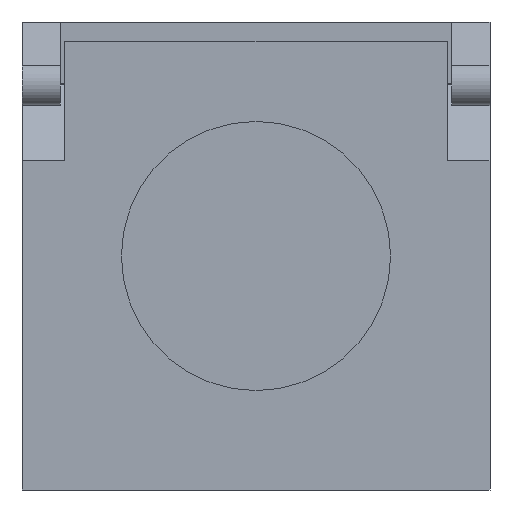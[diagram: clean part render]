
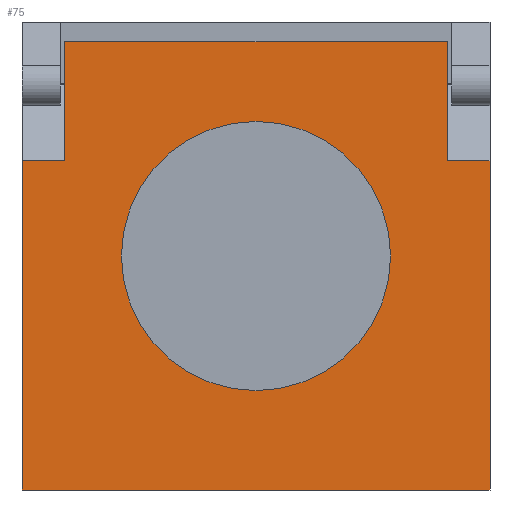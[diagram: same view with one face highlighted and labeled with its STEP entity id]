
A CAD part, front view. The second image highlights one B-rep face of the part: STEP entity #75.
In plain terms, the highlighted planar face has unit normal (0, -1, 0).
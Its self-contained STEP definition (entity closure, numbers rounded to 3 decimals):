
#75=ADVANCED_FACE('',(#228,#229),#230,.T.);
#228=FACE_OUTER_BOUND('',#502,.T.);
#229=FACE_BOUND('',#503,.T.);
#230=PLANE('',#504);
#502=EDGE_LOOP('',(#921,#922,#923,#924,#925,#926,#927,#928));
#503=EDGE_LOOP('',(#929,#930));
#504=AXIS2_PLACEMENT_3D('',#931,#932,#933);
#921=ORIENTED_EDGE('',*,*,#1928,.F.);
#922=ORIENTED_EDGE('',*,*,#1929,.F.);
#923=ORIENTED_EDGE('',*,*,#1865,.T.);
#924=ORIENTED_EDGE('',*,*,#1885,.T.);
#925=ORIENTED_EDGE('',*,*,#1902,.T.);
#926=ORIENTED_EDGE('',*,*,#1927,.F.);
#927=ORIENTED_EDGE('',*,*,#1918,.F.);
#928=ORIENTED_EDGE('',*,*,#1930,.T.);
#929=ORIENTED_EDGE('',*,*,#1931,.F.);
#930=ORIENTED_EDGE('',*,*,#1932,.F.);
#931=CARTESIAN_POINT('',(-15.0,0.0,0.0));
#932=DIRECTION('',(0.0,-1.0,0.0));
#933=DIRECTION('',(0.0,0.0,-1.0));
#1865=EDGE_CURVE('',#2262,#2263,#2264,.T.);
#1885=EDGE_CURVE('',#2263,#2294,#2295,.T.);
#1902=EDGE_CURVE('',#2294,#2324,#2327,.T.);
#1918=EDGE_CURVE('',#2354,#2356,#2357,.T.);
#1927=EDGE_CURVE('',#2356,#2324,#2373,.T.);
#1928=EDGE_CURVE('',#2374,#2375,#2376,.T.);
#1929=EDGE_CURVE('',#2262,#2374,#2377,.T.);
#1930=EDGE_CURVE('',#2354,#2375,#2378,.T.);
#1931=EDGE_CURVE('',#2379,#2380,#2381,.T.);
#1932=EDGE_CURVE('',#2380,#2379,#2382,.T.);
#2262=VERTEX_POINT('',#2945);
#2263=VERTEX_POINT('',#2946);
#2264=LINE('',#2947,#2948);
#2294=VERTEX_POINT('',#2991);
#2295=LINE('',#2992,#2993);
#2324=VERTEX_POINT('',#3037);
#2327=LINE('',#3041,#3042);
#2354=VERTEX_POINT('',#3083);
#2356=VERTEX_POINT('',#3086);
#2357=LINE('',#3087,#3088);
#2373=LINE('',#3110,#3111);
#2374=VERTEX_POINT('',#3112);
#2375=VERTEX_POINT('',#3113);
#2376=LINE('',#3114,#3115);
#2377=LINE('',#3116,#3117);
#2378=LINE('',#3118,#3119);
#2379=VERTEX_POINT('',#3120);
#2380=VERTEX_POINT('',#3121);
#2381=CIRCLE('',#3122,8.625);
#2382=CIRCLE('',#3123,8.625);
#2945=CARTESIAN_POINT('',(-15.0,0.0,0.0));
#2946=CARTESIAN_POINT('',(15.0,0.0,0.0));
#2947=CARTESIAN_POINT('',(-15.0,0.0,0.0));
#2948=VECTOR('',#3825,30.0);
#2991=CARTESIAN_POINT('',(15.0,0.0,21.108));
#2992=CARTESIAN_POINT('',(15.0,0.0,0.0));
#2993=VECTOR('',#3857,21.108);
#3037=CARTESIAN_POINT('',(12.25,0.0,21.108));
#3041=CARTESIAN_POINT('',(15.0,0.0,21.108));
#3042=VECTOR('',#3874,2.75);
#3083=CARTESIAN_POINT('',(-12.25,0.0,28.73));
#3086=CARTESIAN_POINT('',(12.25,0.0,28.73));
#3087=CARTESIAN_POINT('',(-12.25,0.0,28.73));
#3088=VECTOR('',#3890,24.5);
#3110=CARTESIAN_POINT('',(12.25,0.0,28.73));
#3111=VECTOR('',#3903,7.622);
#3112=CARTESIAN_POINT('',(-15.0,0.0,21.108));
#3113=CARTESIAN_POINT('',(-12.25,0.0,21.108));
#3114=CARTESIAN_POINT('',(-15.0,0.0,21.108));
#3115=VECTOR('',#3904,2.75);
#3116=CARTESIAN_POINT('',(-15.0,0.0,0.0));
#3117=VECTOR('',#3905,21.108);
#3118=CARTESIAN_POINT('',(-12.25,0.0,28.73));
#3119=VECTOR('',#3906,7.622);
#3120=CARTESIAN_POINT('',(-8.625,0.0,15.0));
#3121=CARTESIAN_POINT('',(8.625,0.0,15.0));
#3122=AXIS2_PLACEMENT_3D('',#3907,#3908,#3909);
#3123=AXIS2_PLACEMENT_3D('',#3910,#3911,#3912);
#3825=DIRECTION('',(1.0,0.0,0.0));
#3857=DIRECTION('',(0.0,0.0,1.0));
#3874=DIRECTION('',(-1.0,0.0,0.0));
#3890=DIRECTION('',(1.0,0.0,0.0));
#3903=DIRECTION('',(0.0,0.0,-1.0));
#3904=DIRECTION('',(1.0,0.0,0.0));
#3905=DIRECTION('',(0.0,0.0,1.0));
#3906=DIRECTION('',(0.0,0.0,-1.0));
#3907=CARTESIAN_POINT('',(0.0,0.0,15.0));
#3908=DIRECTION('',(0.0,-1.0,0.0));
#3909=DIRECTION('',(-1.0,0.0,0.0));
#3910=CARTESIAN_POINT('',(0.0,0.0,15.0));
#3911=DIRECTION('',(0.0,-1.0,0.0));
#3912=DIRECTION('',(1.0,0.0,0.0));
